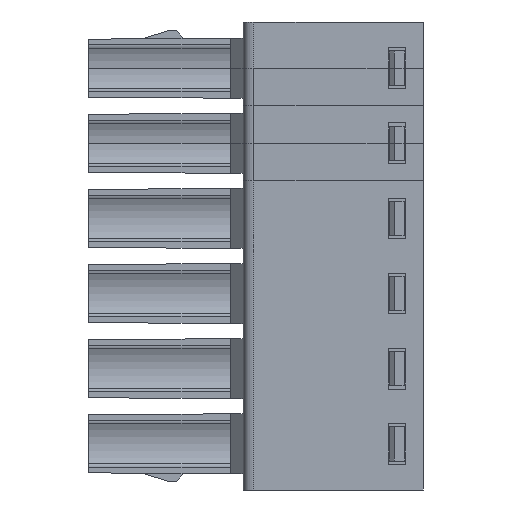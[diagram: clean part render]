
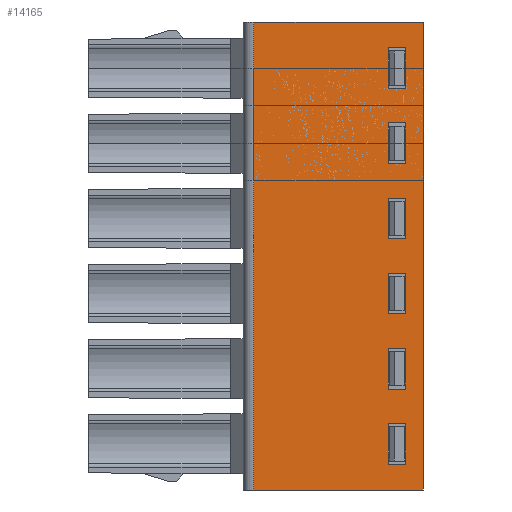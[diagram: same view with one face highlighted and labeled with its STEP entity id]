
A CAD part, left-side view. The second image highlights one B-rep face of the part: STEP entity #14165.
In plain terms, the highlighted planar face has unit normal (-1, 0, 0).
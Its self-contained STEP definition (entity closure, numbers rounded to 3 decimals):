
#239=DIRECTION('',(0.,-1.,0.));
#240=VECTOR('',#239,0.8);
#241=CARTESIAN_POINT('',(0.,1.65,-20.6));
#242=LINE('',#241,#240);
#243=DIRECTION('',(0.,1.,0.));
#244=VECTOR('',#243,0.8);
#245=CARTESIAN_POINT('',(0.,0.85,-18.7));
#246=LINE('',#245,#244);
#247=DIRECTION('',(0.,-1.,0.));
#248=VECTOR('',#247,0.8);
#249=CARTESIAN_POINT('',(0.,1.65,-17.1));
#250=LINE('',#249,#248);
#251=DIRECTION('',(0.,1.,0.));
#252=VECTOR('',#251,0.8);
#253=CARTESIAN_POINT('',(0.,0.85,-15.2));
#254=LINE('',#253,#252);
#255=DIRECTION('',(0.,-1.,0.));
#256=VECTOR('',#255,0.8);
#257=CARTESIAN_POINT('',(0.,1.65,-13.6));
#258=LINE('',#257,#256);
#259=DIRECTION('',(0.,1.,0.));
#260=VECTOR('',#259,0.8);
#261=CARTESIAN_POINT('',(0.,0.85,-11.7));
#262=LINE('',#261,#260);
#263=DIRECTION('',(0.,-1.,0.));
#264=VECTOR('',#263,0.8);
#265=CARTESIAN_POINT('',(0.,1.65,-10.1));
#266=LINE('',#265,#264);
#267=DIRECTION('',(0.,1.,0.));
#268=VECTOR('',#267,0.8);
#269=CARTESIAN_POINT('',(0.,0.85,-8.2));
#270=LINE('',#269,#268);
#271=DIRECTION('',(0.,-1.,0.));
#272=VECTOR('',#271,0.8);
#273=CARTESIAN_POINT('',(0.,1.65,-6.6));
#274=LINE('',#273,#272);
#275=DIRECTION('',(0.,1.,0.));
#276=VECTOR('',#275,0.8);
#277=CARTESIAN_POINT('',(0.,0.85,-4.7));
#278=LINE('',#277,#276);
#279=DIRECTION('',(0.,-1.,0.));
#280=VECTOR('',#279,0.8);
#281=CARTESIAN_POINT('',(0.,1.65,-3.1));
#282=LINE('',#281,#280);
#283=DIRECTION('',(0.,1.,0.));
#284=VECTOR('',#283,0.8);
#285=CARTESIAN_POINT('',(0.,0.85,-1.2));
#286=LINE('',#285,#284);
#287=DIRECTION('',(0.,1.,0.));
#288=VECTOR('',#287,7.9);
#289=CARTESIAN_POINT('',(0.,0.,-21.8));
#290=LINE('',#289,#288);
#291=DIRECTION('',(0.,0.,1.));
#292=VECTOR('',#291,21.8);
#293=CARTESIAN_POINT('',(0.,7.9,-21.8));
#294=LINE('',#293,#292);
#295=DIRECTION('',(0.,-1.,0.));
#296=VECTOR('',#295,7.9);
#297=CARTESIAN_POINT('',(0.,7.9,0.));
#298=LINE('',#297,#296);
#299=DIRECTION('',(0.,0.,1.));
#300=VECTOR('',#299,1.9);
#301=CARTESIAN_POINT('',(0.,1.65,-20.6));
#302=LINE('',#301,#300);
#311=DIRECTION('',(0.,0.,-1.));
#312=VECTOR('',#311,1.9);
#313=CARTESIAN_POINT('',(0.,0.85,-18.7));
#314=LINE('',#313,#312);
#387=DIRECTION('',(0.,0.,-1.));
#388=VECTOR('',#387,1.9);
#389=CARTESIAN_POINT('',(0.,0.85,-15.2));
#390=LINE('',#389,#388);
#407=DIRECTION('',(0.,0.,1.));
#408=VECTOR('',#407,1.9);
#409=CARTESIAN_POINT('',(0.,1.65,-17.1));
#410=LINE('',#409,#408);
#419=DIRECTION('',(0.,0.,-1.));
#420=VECTOR('',#419,1.9);
#421=CARTESIAN_POINT('',(0.,0.85,-11.7));
#422=LINE('',#421,#420);
#439=DIRECTION('',(0.,0.,1.));
#440=VECTOR('',#439,1.9);
#441=CARTESIAN_POINT('',(0.,1.65,-13.6));
#442=LINE('',#441,#440);
#451=DIRECTION('',(0.,0.,-1.));
#452=VECTOR('',#451,1.9);
#453=CARTESIAN_POINT('',(0.,0.85,-8.2));
#454=LINE('',#453,#452);
#471=DIRECTION('',(0.,0.,1.));
#472=VECTOR('',#471,1.9);
#473=CARTESIAN_POINT('',(0.,1.65,-10.1));
#474=LINE('',#473,#472);
#483=DIRECTION('',(0.,0.,-1.));
#484=VECTOR('',#483,1.9);
#485=CARTESIAN_POINT('',(0.,0.85,-4.7));
#486=LINE('',#485,#484);
#503=DIRECTION('',(0.,0.,1.));
#504=VECTOR('',#503,1.9);
#505=CARTESIAN_POINT('',(0.,1.65,-6.6));
#506=LINE('',#505,#504);
#515=DIRECTION('',(0.,0.,-1.));
#516=VECTOR('',#515,1.9);
#517=CARTESIAN_POINT('',(0.,0.85,-1.2));
#518=LINE('',#517,#516);
#535=DIRECTION('',(0.,0.,1.));
#536=VECTOR('',#535,1.9);
#537=CARTESIAN_POINT('',(0.,1.65,-3.1));
#538=LINE('',#537,#536);
#3905=DIRECTION('',(0.,0.,1.));
#3906=VECTOR('',#3905,21.8);
#3907=CARTESIAN_POINT('',(0.,0.,-21.8));
#3908=LINE('',#3907,#3906);
#10674=CARTESIAN_POINT('',(0.,7.9,0.));
#10675=VERTEX_POINT('',#10674);
#10676=CARTESIAN_POINT('',(0.,0.,0.));
#10677=VERTEX_POINT('',#10676);
#10678=CARTESIAN_POINT('',(0.,0.85,-1.2));
#10679=CARTESIAN_POINT('',(0.,1.65,-1.2));
#10680=VERTEX_POINT('',#10678);
#10681=VERTEX_POINT('',#10679);
#12069=CARTESIAN_POINT('',(0.,0.85,-4.7));
#12070=CARTESIAN_POINT('',(0.,1.65,-4.7));
#12071=VERTEX_POINT('',#12069);
#12072=VERTEX_POINT('',#12070);
#12073=CARTESIAN_POINT('',(0.,1.65,-3.1));
#12074=CARTESIAN_POINT('',(0.,0.85,-3.1));
#12075=VERTEX_POINT('',#12073);
#12076=VERTEX_POINT('',#12074);
#12352=CARTESIAN_POINT('',(0.,7.9,-21.8));
#12353=VERTEX_POINT('',#12352);
#12354=CARTESIAN_POINT('',(0.,0.,-21.8));
#12355=VERTEX_POINT('',#12354);
#12356=CARTESIAN_POINT('',(0.,1.65,-20.6));
#12357=CARTESIAN_POINT('',(0.,0.85,-20.6));
#12358=VERTEX_POINT('',#12356);
#12359=VERTEX_POINT('',#12357);
#12631=CARTESIAN_POINT('',(0.,0.85,-8.2));
#12632=CARTESIAN_POINT('',(0.,1.65,-8.2));
#12633=VERTEX_POINT('',#12631);
#12634=VERTEX_POINT('',#12632);
#12635=CARTESIAN_POINT('',(0.,1.65,-6.6));
#12636=CARTESIAN_POINT('',(0.,0.85,-6.6));
#12637=VERTEX_POINT('',#12635);
#12638=VERTEX_POINT('',#12636);
#12959=CARTESIAN_POINT('',(0.,0.85,-11.7));
#12960=CARTESIAN_POINT('',(0.,1.65,-11.7));
#12961=VERTEX_POINT('',#12959);
#12962=VERTEX_POINT('',#12960);
#12963=CARTESIAN_POINT('',(0.,1.65,-10.1));
#12964=CARTESIAN_POINT('',(0.,0.85,-10.1));
#12965=VERTEX_POINT('',#12963);
#12966=VERTEX_POINT('',#12964);
#13287=CARTESIAN_POINT('',(0.,0.85,-15.2));
#13288=CARTESIAN_POINT('',(0.,1.65,-15.2));
#13289=VERTEX_POINT('',#13287);
#13290=VERTEX_POINT('',#13288);
#13291=CARTESIAN_POINT('',(0.,1.65,-13.6));
#13292=CARTESIAN_POINT('',(0.,0.85,-13.6));
#13293=VERTEX_POINT('',#13291);
#13294=VERTEX_POINT('',#13292);
#13615=CARTESIAN_POINT('',(0.,0.85,-18.7));
#13616=CARTESIAN_POINT('',(0.,1.65,-18.7));
#13617=VERTEX_POINT('',#13615);
#13618=VERTEX_POINT('',#13616);
#13619=CARTESIAN_POINT('',(0.,1.65,-17.1));
#13620=CARTESIAN_POINT('',(0.,0.85,-17.1));
#13621=VERTEX_POINT('',#13619);
#13622=VERTEX_POINT('',#13620);
#14091=CARTESIAN_POINT('',(0.,3.9,-5.65));
#14092=DIRECTION('',(1.,0.,0.));
#14093=DIRECTION('',(0.,1.,0.));
#14094=AXIS2_PLACEMENT_3D('',#14091,#14092,#14093);
#14095=PLANE('',#14094);
#14097=ORIENTED_EDGE('',*,*,#14096,.F.);
#14099=ORIENTED_EDGE('',*,*,#14098,.T.);
#14100=ORIENTED_EDGE('',*,*,#14081,.T.);
#14102=ORIENTED_EDGE('',*,*,#14101,.T.);
#14103=EDGE_LOOP('',(#14097,#14099,#14100,#14102));
#14104=FACE_OUTER_BOUND('',#14103,.F.);
#14106=ORIENTED_EDGE('',*,*,#14105,.F.);
#14108=ORIENTED_EDGE('',*,*,#14107,.T.);
#14110=ORIENTED_EDGE('',*,*,#14109,.F.);
#14112=ORIENTED_EDGE('',*,*,#14111,.T.);
#14113=EDGE_LOOP('',(#14106,#14108,#14110,#14112));
#14114=FACE_BOUND('',#14113,.F.);
#14116=ORIENTED_EDGE('',*,*,#14115,.F.);
#14118=ORIENTED_EDGE('',*,*,#14117,.T.);
#14120=ORIENTED_EDGE('',*,*,#14119,.F.);
#14122=ORIENTED_EDGE('',*,*,#14121,.T.);
#14123=EDGE_LOOP('',(#14116,#14118,#14120,#14122));
#14124=FACE_BOUND('',#14123,.F.);
#14126=ORIENTED_EDGE('',*,*,#14125,.F.);
#14128=ORIENTED_EDGE('',*,*,#14127,.T.);
#14130=ORIENTED_EDGE('',*,*,#14129,.F.);
#14132=ORIENTED_EDGE('',*,*,#14131,.T.);
#14133=EDGE_LOOP('',(#14126,#14128,#14130,#14132));
#14134=FACE_BOUND('',#14133,.F.);
#14136=ORIENTED_EDGE('',*,*,#14135,.F.);
#14138=ORIENTED_EDGE('',*,*,#14137,.T.);
#14140=ORIENTED_EDGE('',*,*,#14139,.F.);
#14142=ORIENTED_EDGE('',*,*,#14141,.T.);
#14143=EDGE_LOOP('',(#14136,#14138,#14140,#14142));
#14144=FACE_BOUND('',#14143,.F.);
#14146=ORIENTED_EDGE('',*,*,#14145,.F.);
#14148=ORIENTED_EDGE('',*,*,#14147,.T.);
#14150=ORIENTED_EDGE('',*,*,#14149,.F.);
#14152=ORIENTED_EDGE('',*,*,#14151,.T.);
#14153=EDGE_LOOP('',(#14146,#14148,#14150,#14152));
#14154=FACE_BOUND('',#14153,.F.);
#14156=ORIENTED_EDGE('',*,*,#14155,.F.);
#14158=ORIENTED_EDGE('',*,*,#14157,.T.);
#14160=ORIENTED_EDGE('',*,*,#14159,.F.);
#14162=ORIENTED_EDGE('',*,*,#14161,.T.);
#14163=EDGE_LOOP('',(#14156,#14158,#14160,#14162));
#14164=FACE_BOUND('',#14163,.F.);
#14081=EDGE_CURVE('',#12353,#10675,#294,.T.);
#14096=EDGE_CURVE('',#12355,#10677,#3908,.T.);
#14098=EDGE_CURVE('',#12355,#12353,#290,.T.);
#14101=EDGE_CURVE('',#10675,#10677,#298,.T.);
#14105=EDGE_CURVE('',#13621,#13290,#410,.T.);
#14107=EDGE_CURVE('',#13621,#13622,#250,.T.);
#14109=EDGE_CURVE('',#13289,#13622,#390,.T.);
#14111=EDGE_CURVE('',#13289,#13290,#254,.T.);
#14115=EDGE_CURVE('',#13293,#12962,#442,.T.);
#14117=EDGE_CURVE('',#13293,#13294,#258,.T.);
#14119=EDGE_CURVE('',#12961,#13294,#422,.T.);
#14121=EDGE_CURVE('',#12961,#12962,#262,.T.);
#14125=EDGE_CURVE('',#12965,#12634,#474,.T.);
#14127=EDGE_CURVE('',#12965,#12966,#266,.T.);
#14129=EDGE_CURVE('',#12633,#12966,#454,.T.);
#14131=EDGE_CURVE('',#12633,#12634,#270,.T.);
#14135=EDGE_CURVE('',#12637,#12072,#506,.T.);
#14137=EDGE_CURVE('',#12637,#12638,#274,.T.);
#14139=EDGE_CURVE('',#12071,#12638,#486,.T.);
#14141=EDGE_CURVE('',#12071,#12072,#278,.T.);
#14145=EDGE_CURVE('',#12075,#10681,#538,.T.);
#14147=EDGE_CURVE('',#12075,#12076,#282,.T.);
#14149=EDGE_CURVE('',#10680,#12076,#518,.T.);
#14151=EDGE_CURVE('',#10680,#10681,#286,.T.);
#14155=EDGE_CURVE('',#12358,#13618,#302,.T.);
#14157=EDGE_CURVE('',#12358,#12359,#242,.T.);
#14159=EDGE_CURVE('',#13617,#12359,#314,.T.);
#14161=EDGE_CURVE('',#13617,#13618,#246,.T.);
#14165=ADVANCED_FACE('',(#14104,#14114,#14124,#14134,#14144,#14154,#14164),
#14095,.F.);
